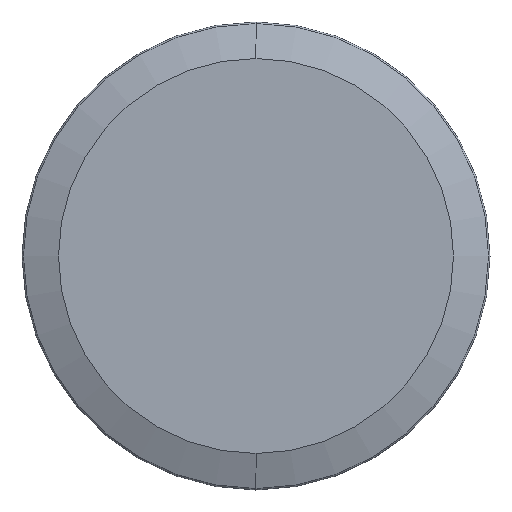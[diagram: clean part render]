
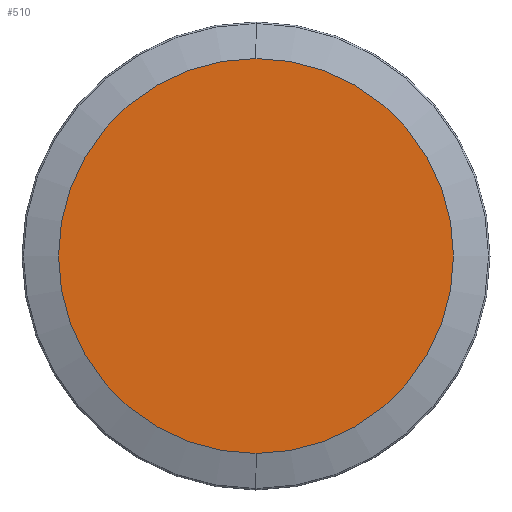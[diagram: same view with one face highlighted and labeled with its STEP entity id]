
A CAD part, left-side view. The second image highlights one B-rep face of the part: STEP entity #510.
In plain terms, the highlighted planar face has unit normal (-1, 0, 0).
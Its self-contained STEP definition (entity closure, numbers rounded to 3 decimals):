
#33 = EDGE_CURVE ( 'NONE', #429, #548, #329, .T. ) ;
#47 = DIRECTION ( 'NONE',  ( -1., 0., 0. ) ) ;
#108 = DIRECTION ( 'NONE',  ( 1., 0., 0. ) ) ;
#142 = AXIS2_PLACEMENT_3D ( 'NONE', #336, #108, #325 ) ;
#150 = ORIENTED_EDGE ( 'NONE', *, *, #313, .T. ) ;
#180 = AXIS2_PLACEMENT_3D ( 'NONE', #495, #47, #456 ) ;
#240 = EDGE_LOOP ( 'NONE', ( #302, #150 ) ) ;
#244 = PLANE ( 'NONE',  #142 ) ;
#302 = ORIENTED_EDGE ( 'NONE', *, *, #33, .T. ) ;
#313 = EDGE_CURVE ( 'NONE', #548, #429, #440, .T. ) ;
#325 = DIRECTION ( 'NONE',  ( 0., 0., -1. ) ) ;
#329 = CIRCLE ( 'NONE', #419, 65.411 ) ;
#336 = CARTESIAN_POINT ( 'NONE',  ( 0., 0., 0. ) ) ;
#367 = CARTESIAN_POINT ( 'NONE',  ( 0., 0., -65.411 ) ) ;
#392 = CARTESIAN_POINT ( 'NONE',  ( 0., 0., 0. ) ) ;
#395 = DIRECTION ( 'NONE',  ( -1., 0., 0. ) ) ;
#419 = AXIS2_PLACEMENT_3D ( 'NONE', #392, #395, #569 ) ;
#429 = VERTEX_POINT ( 'NONE', #367 ) ;
#438 = CARTESIAN_POINT ( 'NONE',  ( 0., 0., 65.411 ) ) ;
#440 = CIRCLE ( 'NONE', #180, 65.411 ) ;
#456 = DIRECTION ( 'NONE',  ( 0., 0., 1. ) ) ;
#474 = FACE_OUTER_BOUND ( 'NONE', #240, .T. ) ;
#495 = CARTESIAN_POINT ( 'NONE',  ( 0., 0., 0. ) ) ;
#510 = ADVANCED_FACE ( 'NONE', ( #474 ), #244, .F. ) ;
#548 = VERTEX_POINT ( 'NONE', #438 ) ;
#569 = DIRECTION ( 'NONE',  ( 0., 0., 1. ) ) ;
